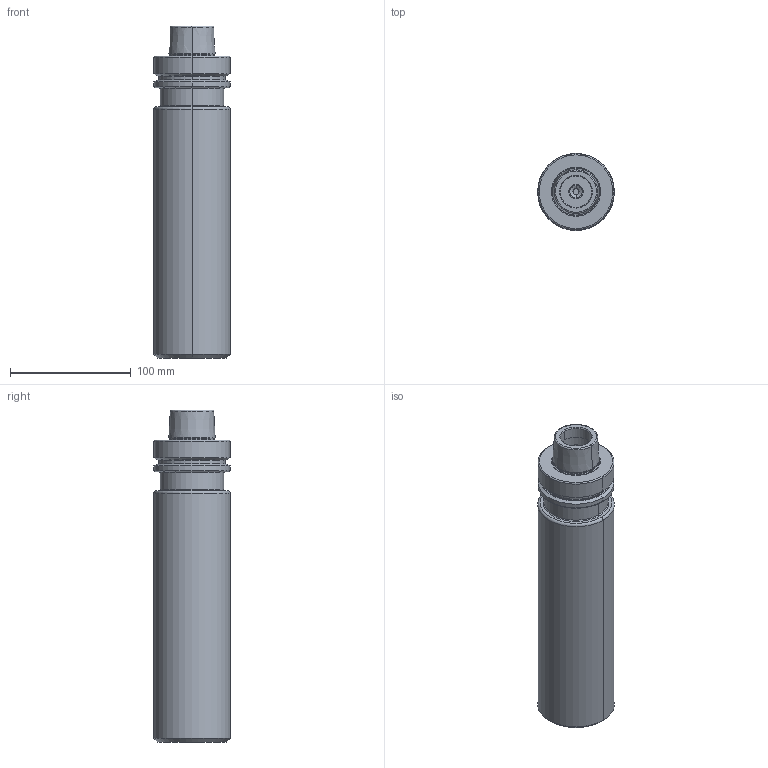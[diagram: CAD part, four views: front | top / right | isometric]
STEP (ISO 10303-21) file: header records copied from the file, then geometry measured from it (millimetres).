
FILE_DESCRIPTION((''),'2;1');
FILE_NAME('F63_17_63_1','2020-11-25T',('103090'),(''),'CREO PARAMETRIC BY PTC INC, 2016260','CREO PARAMETRIC BY PTC INC, 2016260','');
FILE_SCHEMA(('CONFIG_CONTROL_DESIGN'));
Length unit declared in the file: millimetre
Products named in the file (1): F63_17_63_1
Bounding box: 63.5 x 63.5 x 275 mm (x, y, z)
Volume: 774435.5 mm3; surface area: 63934.4 mm2
Topology: 1 solids, 1 shells, 82 faces, 164 edges, 91 vertices
Faces by surface type: torus 26, cylinder 24, cone 22, plane 10
Entity records: 2164 total; most frequent: DIRECTION 448, CARTESIAN_POINT 338, ORIENTED_EDGE 324, AXIS2_PLACEMENT_3D 201, EDGE_CURVE 162, CIRCLE 116, VERTEX_POINT 91, EDGE_LOOP 91
